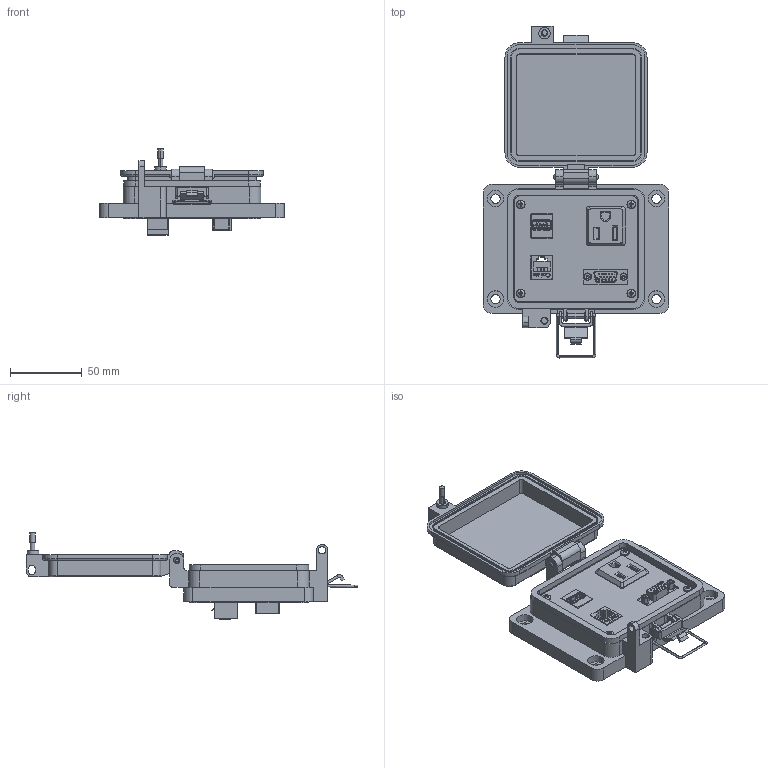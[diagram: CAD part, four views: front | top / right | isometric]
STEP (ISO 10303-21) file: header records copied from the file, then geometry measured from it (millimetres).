
FILE_DESCRIPTION (( 'STEP AP203' ), '1' );
FILE_NAME ('P-P33Q22R2-K3R0_3D.STEP', '2021-06-02T13:32:16', ( '' ), ( '' ), 'SwSTEP 2.0', 'SolidWorks 2019', '' );
FILE_SCHEMA (( 'CONFIG_CONTROL_DESIGN' ));
Length unit declared in the file: millimetre
Products named in the file (17): P-P33Q22R2-K3R0_BP240_1; 92005A124_METRIC PAN HEAD PHILLIPS MACHINE SCREW_92005A124; P33; Q22; R2; Z-300-RJ45CAT5; 1AA05-054_Crimped; Z-000-4243316TFP; Z-H-K3_B; R; Z-BULK-DBHV15FF; P-P33Q22R2-K3R0_TP060_1; -K3; U3C00029-MA1; Z-200-OTLT-R0SQ; P-P33Q22R2-K3R0_FP060_1; P-P33Q22R2-K3R0_3D
Assembly tree (26 placements, depth 3):
  P-P33Q22R2-K3R0_3D
    P-P33Q22R2-K3R0_BP240_1
    P-P33Q22R2-K3R0_TP060_1
    Z-000-4243316TFP  x7
    Q22
      Z-BULK-DBHV15FF
    P-P33Q22R2-K3R0_FP060_1
    P33
      U3C00029-MA1
      1AA05-054_Crimped  x2
    R2
      Z-300-RJ45CAT5
    R
      Z-200-OTLT-R0SQ
    -K3
      Z-H-K3_B
    92005A124_METRIC PAN HEAD PHILLIPS MACHINE SCREW_92005A124  x4
Bounding box: 129 x 231.18 x 60.1 mm (x, y, z)
Volume: 194551.3 mm3; surface area: 132002.8 mm2
Topology: 36 solids, 36 shells, 4518 faces, 12374 edges, 8134 vertices
Faces by surface type: plane 2160, cylinder 1423, bspline 727, cone 168, torus 32, sphere 8
Entity records: 114118 total; most frequent: CARTESIAN_POINT 43816, ORIENTED_EDGE 15362, DIRECTION 12251, EDGE_CURVE 7681, VERTEX_POINT 5045, VECTOR 4923, LINE 4923, AXIS2_PLACEMENT_3D 3664
